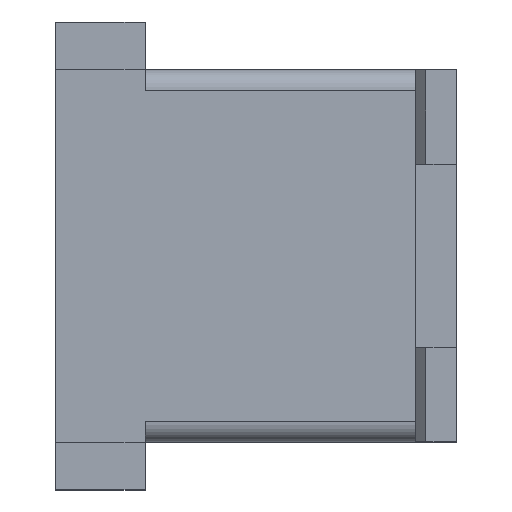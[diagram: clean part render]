
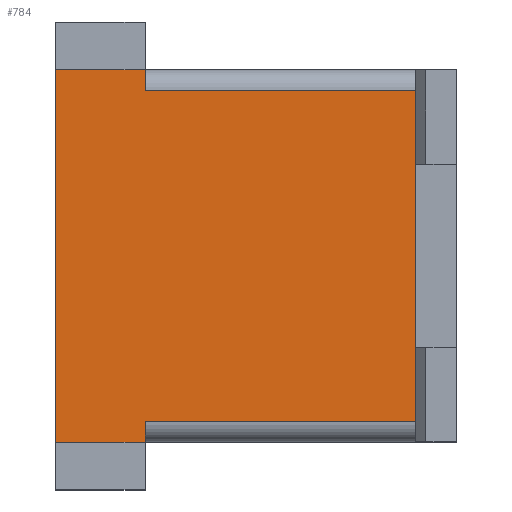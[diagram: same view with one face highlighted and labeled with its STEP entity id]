
A CAD part, top view. The second image highlights one B-rep face of the part: STEP entity #784.
In plain terms, the highlighted planar face has unit normal (0, 0, 1).
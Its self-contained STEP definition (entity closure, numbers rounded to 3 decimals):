
#21=PLANE('',#845);
#56=FACE_OUTER_BOUND('',#97,.T.);
#97=EDGE_LOOP('',(#559,#560,#561,#562,#563,#564,#565,#566));
#160=LINE('',#1153,#254);
#161=LINE('',#1156,#255);
#162=LINE('',#1158,#256);
#163=LINE('',#1160,#257);
#164=LINE('',#1162,#258);
#165=LINE('',#1164,#259);
#166=LINE('',#1166,#260);
#167=LINE('',#1167,#261);
#254=VECTOR('',#931,10.);
#255=VECTOR('',#934,10.);
#256=VECTOR('',#935,10.);
#257=VECTOR('',#936,10.);
#258=VECTOR('',#937,10.);
#259=VECTOR('',#938,10.);
#260=VECTOR('',#939,10.);
#261=VECTOR('',#940,10.);
#357=VERTEX_POINT('',#1149);
#358=VERTEX_POINT('',#1151);
#359=VERTEX_POINT('',#1155);
#360=VERTEX_POINT('',#1157);
#361=VERTEX_POINT('',#1159);
#362=VERTEX_POINT('',#1161);
#363=VERTEX_POINT('',#1163);
#364=VERTEX_POINT('',#1165);
#438=EDGE_CURVE('',#358,#357,#160,.T.);
#439=EDGE_CURVE('',#359,#358,#161,.T.);
#440=EDGE_CURVE('',#360,#359,#162,.T.);
#441=EDGE_CURVE('',#360,#361,#163,.T.);
#442=EDGE_CURVE('',#361,#362,#164,.T.);
#443=EDGE_CURVE('',#363,#362,#165,.T.);
#444=EDGE_CURVE('',#364,#363,#166,.T.);
#445=EDGE_CURVE('',#357,#364,#167,.T.);
#559=ORIENTED_EDGE('',*,*,#438,.F.);
#560=ORIENTED_EDGE('',*,*,#439,.F.);
#561=ORIENTED_EDGE('',*,*,#440,.F.);
#562=ORIENTED_EDGE('',*,*,#441,.T.);
#563=ORIENTED_EDGE('',*,*,#442,.T.);
#564=ORIENTED_EDGE('',*,*,#443,.F.);
#565=ORIENTED_EDGE('',*,*,#444,.F.);
#566=ORIENTED_EDGE('',*,*,#445,.F.);
#784=ADVANCED_FACE('',(#56),#21,.T.);
#845=AXIS2_PLACEMENT_3D('',#1154,#932,#933);
#931=DIRECTION('',(1.,0.,0.));
#932=DIRECTION('center_axis',(0.,0.,1.));
#933=DIRECTION('ref_axis',(-1.,0.,0.));
#934=DIRECTION('',(0.,-1.,0.));
#935=DIRECTION('',(1.,0.,0.));
#936=DIRECTION('',(0.,-1.,0.));
#937=DIRECTION('',(1.,0.,0.));
#938=DIRECTION('',(0.,-1.,0.));
#939=DIRECTION('',(-1.,0.,0.));
#940=DIRECTION('',(0.,-1.,0.));
#1149=CARTESIAN_POINT('',(92.147,8.15,-1.85));
#1151=CARTESIAN_POINT('',(78.847,8.15,-1.85));
#1153=CARTESIAN_POINT('',(74.147,8.15,-1.85));
#1154=CARTESIAN_POINT('Origin',(74.147,-11.376,-1.85));
#1155=CARTESIAN_POINT('',(78.847,9.15,-1.85));
#1156=CARTESIAN_POINT('',(78.847,0.062,-1.85));
#1157=CARTESIAN_POINT('',(74.447,9.15,-1.85));
#1158=CARTESIAN_POINT('',(74.447,9.15,-1.85));
#1159=CARTESIAN_POINT('',(74.447,-9.15,-1.85));
#1160=CARTESIAN_POINT('',(74.447,9.15,-1.85));
#1161=CARTESIAN_POINT('',(78.847,-9.15,-1.85));
#1162=CARTESIAN_POINT('',(74.447,-9.15,-1.85));
#1163=CARTESIAN_POINT('',(78.847,-8.15,-1.85));
#1164=CARTESIAN_POINT('',(78.847,-10.263,-1.85));
#1165=CARTESIAN_POINT('',(92.147,-8.15,-1.85));
#1166=CARTESIAN_POINT('',(74.147,-8.15,-1.85));
#1167=CARTESIAN_POINT('',(92.147,9.15,-1.85));
